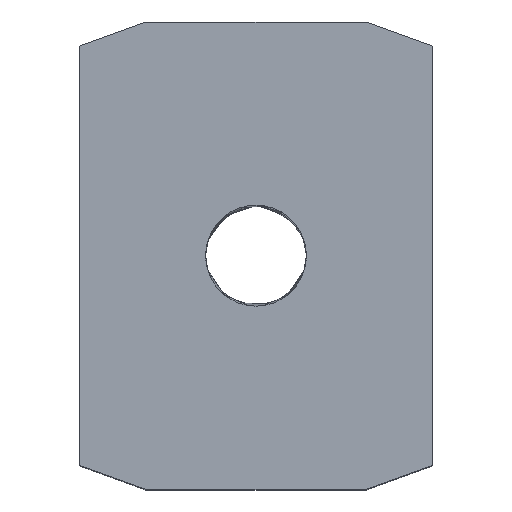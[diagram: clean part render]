
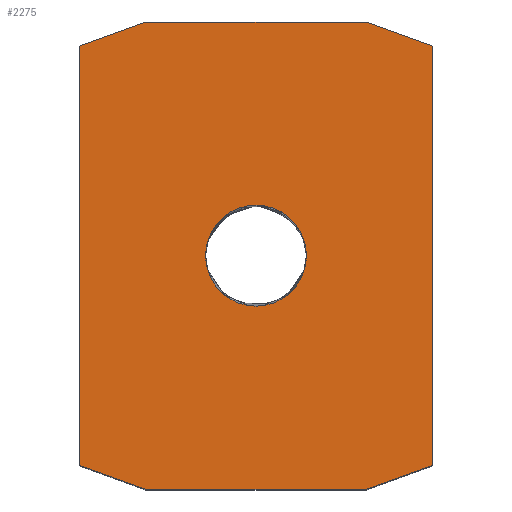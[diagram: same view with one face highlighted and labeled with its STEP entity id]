
A CAD part, top view. The second image highlights one B-rep face of the part: STEP entity #2275.
In plain terms, the highlighted planar face has unit normal (0, 0, 1).
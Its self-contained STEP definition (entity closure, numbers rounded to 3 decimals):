
#72=CARTESIAN_POINT('',(5.723,0.0,42.0));
#73=VERTEX_POINT('',#72);
#107=CARTESIAN_POINT('',(-5.723,0.,42.0));
#108=VERTEX_POINT('',#107);
#115=CARTESIAN_POINT('',(0.0,0.0,42.0));
#116=DIRECTION('',(0.0,0.0,-1.0));
#117=DIRECTION('',(1.0,0.0,0.0));
#118=AXIS2_PLACEMENT_3D('',#115,#116,#117);
#119=CIRCLE('',#118,5.723);
#120=EDGE_CURVE('',#73,#108,#119,.T.);
#1955=CARTESIAN_POINT('',(0.0,0.0,42.0));
#1956=DIRECTION('',(0.0,0.0,-1.0));
#1957=DIRECTION('',(1.0,0.0,0.0));
#1958=AXIS2_PLACEMENT_3D('',#1955,#1956,#1957);
#1959=CIRCLE('',#1958,5.723);
#1960=EDGE_CURVE('',#108,#73,#1959,.T.);
#1973=CARTESIAN_POINT('',(12.5,26.5,42.0));
#1974=VERTEX_POINT('',#1973);
#1975=CARTESIAN_POINT('',(20.0,23.77,42.0));
#1976=VERTEX_POINT('',#1975);
#1977=CARTESIAN_POINT('',(12.5,26.5,42.0));
#1978=DIRECTION('',(0.94,-0.342,0.0));
#1979=VECTOR('',#1978,7.981);
#1980=LINE('',#1977,#1979);
#1981=EDGE_CURVE('',#1974,#1976,#1980,.T.);
#2013=CARTESIAN_POINT('',(20.0,-23.77,42.0));
#2014=VERTEX_POINT('',#2013);
#2015=CARTESIAN_POINT('',(20.0,23.77,42.0));
#2016=DIRECTION('',(0.0,-1.0,0.0));
#2017=VECTOR('',#2016,47.54);
#2018=LINE('',#2015,#2017);
#2019=EDGE_CURVE('',#1976,#2014,#2018,.T.);
#2064=CARTESIAN_POINT('',(12.5,-26.5,42.0));
#2065=VERTEX_POINT('',#2064);
#2066=CARTESIAN_POINT('',(20.0,-23.77,42.0));
#2067=DIRECTION('',(-0.94,-0.342,0.0));
#2068=VECTOR('',#2067,7.981);
#2069=LINE('',#2066,#2068);
#2070=EDGE_CURVE('',#2014,#2065,#2069,.T.);
#2095=CARTESIAN_POINT('',(-12.5,-26.5,42.0));
#2096=VERTEX_POINT('',#2095);
#2097=CARTESIAN_POINT('',(12.5,-26.5,42.0));
#2098=DIRECTION('',(-1.0,0.0,0.0));
#2099=VECTOR('',#2098,25.0);
#2100=LINE('',#2097,#2099);
#2101=EDGE_CURVE('',#2065,#2096,#2100,.T.);
#2126=CARTESIAN_POINT('',(-20.0,-23.77,42.0));
#2127=VERTEX_POINT('',#2126);
#2128=CARTESIAN_POINT('',(-12.5,-26.5,42.0));
#2129=DIRECTION('',(-0.94,0.342,0.0));
#2130=VECTOR('',#2129,7.981);
#2131=LINE('',#2128,#2130);
#2132=EDGE_CURVE('',#2096,#2127,#2131,.T.);
#2157=CARTESIAN_POINT('',(-20.0,23.77,42.0));
#2158=VERTEX_POINT('',#2157);
#2159=CARTESIAN_POINT('',(-20.0,-23.77,42.0));
#2160=DIRECTION('',(0.0,1.0,0.0));
#2161=VECTOR('',#2160,47.54);
#2162=LINE('',#2159,#2161);
#2163=EDGE_CURVE('',#2127,#2158,#2162,.T.);
#2208=CARTESIAN_POINT('',(-12.5,26.5,42.0));
#2209=VERTEX_POINT('',#2208);
#2210=CARTESIAN_POINT('',(-20.0,23.77,42.0));
#2211=DIRECTION('',(0.94,0.342,0.0));
#2212=VECTOR('',#2211,7.981);
#2213=LINE('',#2210,#2212);
#2214=EDGE_CURVE('',#2158,#2209,#2213,.T.);
#2239=CARTESIAN_POINT('',(-12.5,26.5,42.0));
#2240=DIRECTION('',(1.0,0.0,0.0));
#2241=VECTOR('',#2240,25.0);
#2242=LINE('',#2239,#2241);
#2243=EDGE_CURVE('',#2209,#1974,#2242,.T.);
#2256=CARTESIAN_POINT('',(0.,0.,42.0));
#2257=DIRECTION('',(0.0,0.0,1.0));
#2258=DIRECTION('',(1.0,0.0,0.0));
#2259=AXIS2_PLACEMENT_3D('',#2256,#2257,#2258);
#2260=PLANE('',#2259);
#2261=ORIENTED_EDGE('',*,*,#1981,.F.);
#2262=ORIENTED_EDGE('',*,*,#2243,.F.);
#2263=ORIENTED_EDGE('',*,*,#2214,.F.);
#2264=ORIENTED_EDGE('',*,*,#2163,.F.);
#2265=ORIENTED_EDGE('',*,*,#2132,.F.);
#2266=ORIENTED_EDGE('',*,*,#2101,.F.);
#2267=ORIENTED_EDGE('',*,*,#2070,.F.);
#2268=ORIENTED_EDGE('',*,*,#2019,.F.);
#2269=EDGE_LOOP('',(#2261,#2262,#2263,#2264,#2265,#2266,#2267,#2268));
#2270=FACE_OUTER_BOUND('',#2269,.T.);
#2271=ORIENTED_EDGE('',*,*,#120,.T.);
#2272=ORIENTED_EDGE('',*,*,#1960,.T.);
#2273=EDGE_LOOP('',(#2271,#2272));
#2274=FACE_BOUND('',#2273,.T.);
#2275=ADVANCED_FACE('',(#2270,#2274),#2260,.T.);
